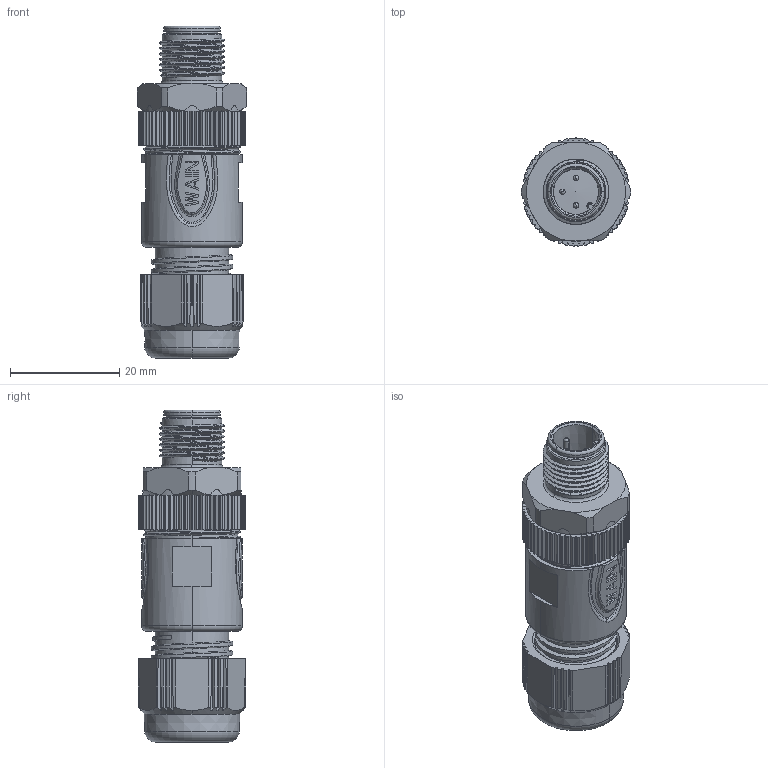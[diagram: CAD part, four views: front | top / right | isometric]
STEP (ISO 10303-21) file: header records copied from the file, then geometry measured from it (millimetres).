
FILE_DESCRIPTION(/* description */ (''),/* implementation_level */ '2;1');
FILE_NAME(/* name */ '3.stp',/* time_stamp */ '2024-03-21T09:29:01+08:00',/* author */ (''),/* organization */ (''),/* preprocessor_version */ 'ST-DEVELOPER v18.1',/* originating_system */ 'SIEMENS PLM Software NX 1980',/* authorisation */ '');
FILE_SCHEMA (('AUTOMOTIVE_DESIGN { 1 0 10303 214 3 1 1 1 }'));
Length unit declared in the file: millimetre
Products named in the file (1): 12
Bounding box: 20 x 19.8 x 60.9 mm (x, y, z)
Volume: 13501.9 mm3; surface area: 5546.9 mm2
Topology: 1 solids, 2 shells, 620 faces, 1749 edges, 1147 vertices
Faces by surface type: plane 288, cylinder 206, cone 76, bspline 28, torus 15, sphere 6, extrusion 1
Entity records: 27608 total; most frequent: CARTESIAN_POINT 12092, ORIENTED_EDGE 3466, DIRECTION 2984, EDGE_CURVE 1733, VERTEX_POINT 1145, AXIS2_PLACEMENT_3D 1078, VECTOR 828, LINE 827
